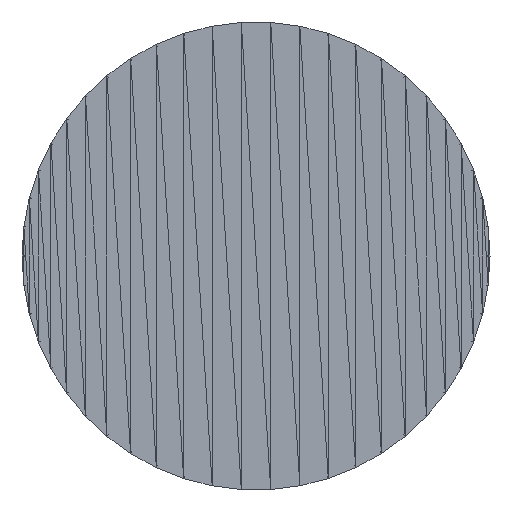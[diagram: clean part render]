
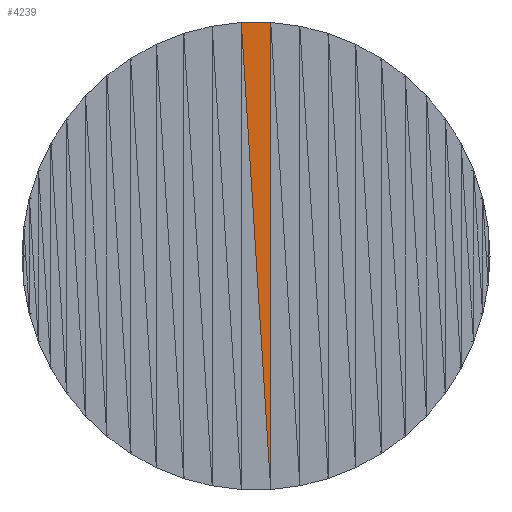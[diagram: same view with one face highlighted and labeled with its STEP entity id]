
A CAD part, top view. The second image highlights one B-rep face of the part: STEP entity #4239.
In plain terms, the highlighted planar face has unit normal (0, 0, 1).
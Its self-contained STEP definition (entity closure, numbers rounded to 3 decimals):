
#2114 = VERTEX_POINT('',#2115);
#2115 = CARTESIAN_POINT('',(0.226,-3.593,0.));
#2162 = PLANE('',#2163);
#2163 = AXIS2_PLACEMENT_3D('',#2164,#2165,#2166);
#2164 = CARTESIAN_POINT('',(-0.109,-0.109,0.));
#2165 = DIRECTION('',(0.,0.,1.));
#2166 = DIRECTION('',(1.,0.,-0.));
#2304 = PLANE('',#2305);
#2305 = AXIS2_PLACEMENT_3D('',#2306,#2307,#2308);
#2306 = CARTESIAN_POINT('',(0.341,-0.095,0.));
#2307 = DIRECTION('',(0.,0.,1.));
#2308 = DIRECTION('',(1.,0.,-0.));
#2319 = EDGE_CURVE('',#2320,#2114,#2322,.T.);
#2320 = VERTEX_POINT('',#2321);
#2321 = CARTESIAN_POINT('',(0.226,3.593,0.));
#2322 = SURFACE_CURVE('',#2323,(#2327,#2334),.PCURVE_S1.);
#2323 = LINE('',#2324,#2325);
#2324 = CARTESIAN_POINT('',(0.226,3.593,0.));
#2325 = VECTOR('',#2326,1.);
#2326 = DIRECTION('',(0.,-1.,0.));
#2327 = PCURVE('',#2304,#2328);
#2328 = DEFINITIONAL_REPRESENTATION('',(#2329),#2333);
#2329 = LINE('',#2330,#2331);
#2330 = CARTESIAN_POINT('',(-0.115,3.688));
#2331 = VECTOR('',#2332,1.);
#2332 = DIRECTION('',(0.,-1.));
#2333 = ( GEOMETRIC_REPRESENTATION_CONTEXT(2) 
PARAMETRIC_REPRESENTATION_CONTEXT() REPRESENTATION_CONTEXT('2D SPACE',''
  ) );
#2334 = PCURVE('',#2335,#2340);
#2335 = PLANE('',#2336);
#2336 = AXIS2_PLACEMENT_3D('',#2337,#2338,#2339);
#2337 = CARTESIAN_POINT('',(0.109,0.109,0.));
#2338 = DIRECTION('',(0.,0.,1.));
#2339 = DIRECTION('',(1.,0.,-0.));
#2340 = DEFINITIONAL_REPRESENTATION('',(#2341),#2345);
#2341 = LINE('',#2342,#2343);
#2342 = CARTESIAN_POINT('',(0.117,3.483));
#2343 = VECTOR('',#2344,1.);
#2344 = DIRECTION('',(0.,-1.));
#2345 = ( GEOMETRIC_REPRESENTATION_CONTEXT(2) 
PARAMETRIC_REPRESENTATION_CONTEXT() REPRESENTATION_CONTEXT('2D SPACE',''
  ) );
#4239 = ADVANCED_FACE('',(#4240),#2335,.T.);
#4240 = FACE_BOUND('',#4241,.T.);
#4241 = EDGE_LOOP('',(#4242,#4265,#4266));
#4242 = ORIENTED_EDGE('',*,*,#4243,.T.);
#4243 = EDGE_CURVE('',#4244,#2114,#4246,.T.);
#4244 = VERTEX_POINT('',#4245);
#4245 = CARTESIAN_POINT('',(-0.226,3.593,0.));
#4246 = SURFACE_CURVE('',#4247,(#4251,#4258),.PCURVE_S1.);
#4247 = LINE('',#4248,#4249);
#4248 = CARTESIAN_POINT('',(-0.226,3.593,0.));
#4249 = VECTOR('',#4250,1.);
#4250 = DIRECTION('',(0.063,-0.998,0.));
#4251 = PCURVE('',#2335,#4252);
#4252 = DEFINITIONAL_REPRESENTATION('',(#4253),#4257);
#4253 = LINE('',#4254,#4255);
#4254 = CARTESIAN_POINT('',(-0.336,3.483));
#4255 = VECTOR('',#4256,1.);
#4256 = DIRECTION('',(0.063,-0.998));
#4257 = ( GEOMETRIC_REPRESENTATION_CONTEXT(2) 
PARAMETRIC_REPRESENTATION_CONTEXT() REPRESENTATION_CONTEXT('2D SPACE',''
  ) );
#4258 = PCURVE('',#2162,#4259);
#4259 = DEFINITIONAL_REPRESENTATION('',(#4260),#4264);
#4260 = LINE('',#4261,#4262);
#4261 = CARTESIAN_POINT('',(-0.117,3.702));
#4262 = VECTOR('',#4263,1.);
#4263 = DIRECTION('',(0.063,-0.998));
#4264 = ( GEOMETRIC_REPRESENTATION_CONTEXT(2) 
PARAMETRIC_REPRESENTATION_CONTEXT() REPRESENTATION_CONTEXT('2D SPACE',''
  ) );
#4265 = ORIENTED_EDGE('',*,*,#2319,.F.);
#4266 = ORIENTED_EDGE('',*,*,#4267,.T.);
#4267 = EDGE_CURVE('',#2320,#4244,#4268,.T.);
#4268 = SURFACE_CURVE('',#4269,(#4273,#4280),.PCURVE_S1.);
#4269 = LINE('',#4270,#4271);
#4270 = CARTESIAN_POINT('',(0.226,3.593,0.));
#4271 = VECTOR('',#4272,1.);
#4272 = DIRECTION('',(-1.,0.,0.));
#4273 = PCURVE('',#2335,#4274);
#4274 = DEFINITIONAL_REPRESENTATION('',(#4275),#4279);
#4275 = LINE('',#4276,#4277);
#4276 = CARTESIAN_POINT('',(0.117,3.483));
#4277 = VECTOR('',#4278,1.);
#4278 = DIRECTION('',(-1.,0.));
#4279 = ( GEOMETRIC_REPRESENTATION_CONTEXT(2) 
PARAMETRIC_REPRESENTATION_CONTEXT() REPRESENTATION_CONTEXT('2D SPACE',''
  ) );
#4280 = PCURVE('',#4281,#4286);
#4281 = PLANE('',#4282);
#4282 = AXIS2_PLACEMENT_3D('',#4283,#4284,#4285);
#4283 = CARTESIAN_POINT('',(0.049,2.718,
    -0.877));
#4284 = DIRECTION('',(0.,0.708,-0.706)
  );
#4285 = DIRECTION('',(0.,0.706,0.708)
  );
#4286 = DEFINITIONAL_REPRESENTATION('',(#4287),#4291);
#4287 = LINE('',#4288,#4289);
#4288 = CARTESIAN_POINT('',(1.238,0.177));
#4289 = VECTOR('',#4290,1.);
#4290 = DIRECTION('',(0.,-1.));
#4291 = ( GEOMETRIC_REPRESENTATION_CONTEXT(2) 
PARAMETRIC_REPRESENTATION_CONTEXT() REPRESENTATION_CONTEXT('2D SPACE',''
  ) );
